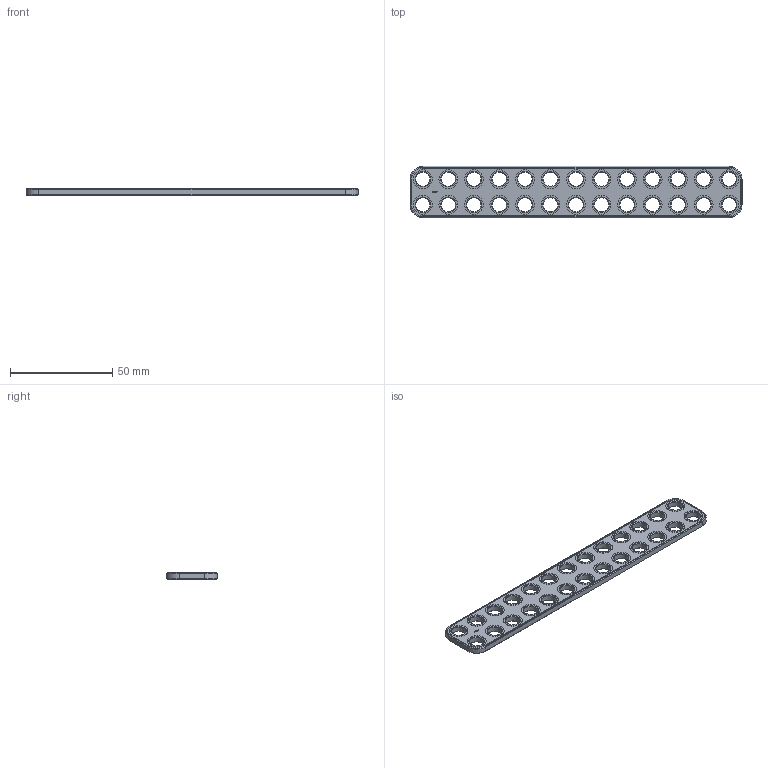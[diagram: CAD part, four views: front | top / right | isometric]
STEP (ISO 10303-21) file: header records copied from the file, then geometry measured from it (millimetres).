
FILE_DESCRIPTION(('FreeCAD Model'),'2;1');
FILE_NAME('Open CASCADE Shape Model','2024-10-09T08:04:55',(''),(''), 'Open CASCADE STEP processor 7.7','FreeCAD','Unknown');
FILE_SCHEMA(('AUTOMOTIVE_DESIGN { 1 0 10303 214 1 1 1 1 }'));
Length unit declared in the file: millimetre
Products named in the file (1): Plate RCT CRNR BU13x02x00.25 - SPN-PLT-0140 (stemfie.org)
Bounding box: 162.5 x 25 x 3.12 mm (x, y, z)
Volume: 8975.7 mm3; surface area: 8881.8 mm2
Topology: 1 solids, 1 shells, 593 faces, 1528 edges, 996 vertices
Faces by surface type: plane 359, extrusion 114, cylinder 60, cone 60
Full cylindrical faces by diameter (mm): 7 x26, 9.2 x26
Entity records: 18344 total; most frequent: CARTESIAN_POINT 4054, ORIENTED_EDGE 3056, DIRECTION 2554, EDGE_CURVE 1528, VECTOR 1234, LINE 1120, VERTEX_POINT 996, FACE_BOUND 704
